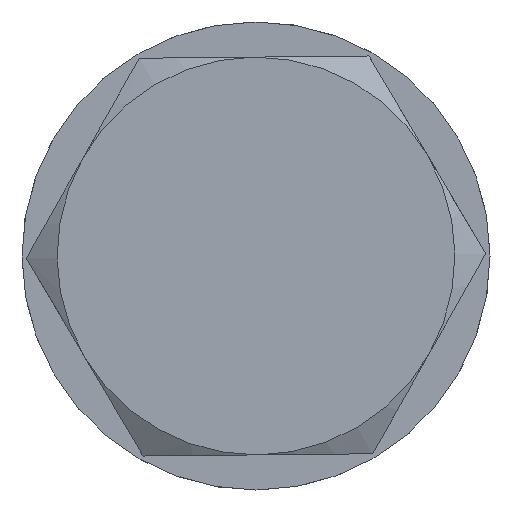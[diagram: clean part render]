
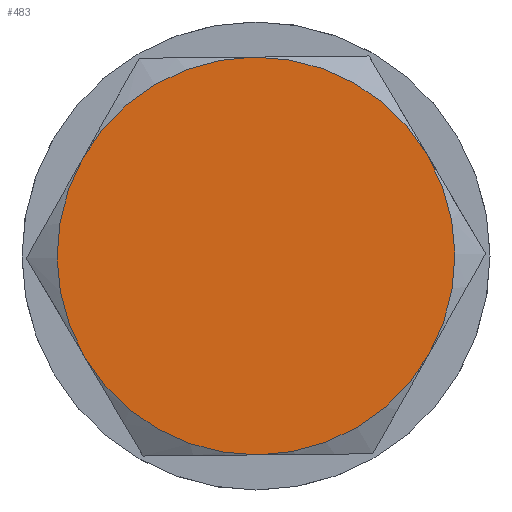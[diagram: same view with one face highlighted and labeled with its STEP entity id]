
A CAD part, left-side view. The second image highlights one B-rep face of the part: STEP entity #483.
In plain terms, the highlighted planar face has unit normal (-1, 0, 0).
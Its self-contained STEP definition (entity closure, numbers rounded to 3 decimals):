
#70 = CARTESIAN_POINT ( 'NONE',  ( 0., 0., 0. ) ) ;
#98 = CARTESIAN_POINT ( 'NONE',  ( 0., 0., 0. ) ) ;
#139 = DIRECTION ( 'NONE',  ( 0., 0., -1. ) ) ;
#181 = CARTESIAN_POINT ( 'NONE',  ( 0., 7.361, -4.25 ) ) ;
#206 = CARTESIAN_POINT ( 'NONE',  ( 0., 0., -8.5 ) ) ;
#208 = CIRCLE ( 'NONE', #1876, 8.5 ) ;
#267 = EDGE_CURVE ( 'NONE', #790, #581, #494, .T. ) ;
#271 = ORIENTED_EDGE ( 'NONE', *, *, #411, .T. ) ;
#300 = AXIS2_PLACEMENT_3D ( 'NONE', #649, #659, #491 ) ;
#363 = ORIENTED_EDGE ( 'NONE', *, *, #1665, .F. ) ;
#380 = DIRECTION ( 'NONE',  ( 0., 0., -1. ) ) ;
#411 = EDGE_CURVE ( 'NONE', #1099, #827, #1215, .T. ) ;
#430 = CIRCLE ( 'NONE', #1940, 8.5 ) ;
#483 = ADVANCED_FACE ( 'NONE', ( #763 ), #921, .F. ) ;
#489 = DIRECTION ( 'NONE',  ( 1., 0., 0. ) ) ;
#491 = DIRECTION ( 'NONE',  ( 0., 0., 1. ) ) ;
#494 = CIRCLE ( 'NONE', #949, 8.5 ) ;
#517 = ORIENTED_EDGE ( 'NONE', *, *, #1354, .F. ) ;
#580 = VERTEX_POINT ( 'NONE', #206 ) ;
#581 = VERTEX_POINT ( 'NONE', #1278 ) ;
#627 = CARTESIAN_POINT ( 'NONE',  ( 0., 0., 0. ) ) ;
#649 = CARTESIAN_POINT ( 'NONE',  ( 0., 0., 0. ) ) ;
#659 = DIRECTION ( 'NONE',  ( -1., 0., 0. ) ) ;
#729 = ORIENTED_EDGE ( 'NONE', *, *, #745, .F. ) ;
#745 = EDGE_CURVE ( 'NONE', #581, #580, #430, .T. ) ;
#763 = FACE_OUTER_BOUND ( 'NONE', #1000, .T. ) ;
#790 = VERTEX_POINT ( 'NONE', #2016 ) ;
#827 = VERTEX_POINT ( 'NONE', #2025 ) ;
#878 = CIRCLE ( 'NONE', #1380, 8.5 ) ;
#883 = ORIENTED_EDGE ( 'NONE', *, *, #987, .F. ) ;
#889 = CARTESIAN_POINT ( 'NONE',  ( 0., 0., 0. ) ) ;
#907 = ORIENTED_EDGE ( 'NONE', *, *, #267, .F. ) ;
#921 = PLANE ( 'NONE',  #1866 ) ;
#949 = AXIS2_PLACEMENT_3D ( 'NONE', #889, #1076, #139 ) ;
#987 = EDGE_CURVE ( 'NONE', #580, #1680, #878, .T. ) ;
#1000 = EDGE_LOOP ( 'NONE', ( #883, #729, #907, #363, #271, #517 ) ) ;
#1028 = DIRECTION ( 'NONE',  ( 1., 0., 0. ) ) ;
#1063 = DIRECTION ( 'NONE',  ( 0., 0., -1. ) ) ;
#1065 = DIRECTION ( 'NONE',  ( 0., 0., -1. ) ) ;
#1076 = DIRECTION ( 'NONE',  ( 1., 0., 0. ) ) ;
#1099 = VERTEX_POINT ( 'NONE', #1553 ) ;
#1215 = CIRCLE ( 'NONE', #300, 8.5 ) ;
#1249 = DIRECTION ( 'NONE',  ( 1., 0., 0. ) ) ;
#1278 = CARTESIAN_POINT ( 'NONE',  ( 0., -7.361, -4.25 ) ) ;
#1348 = CIRCLE ( 'NONE', #1620, 8.5 ) ;
#1354 = EDGE_CURVE ( 'NONE', #1680, #827, #1348, .T. ) ;
#1380 = AXIS2_PLACEMENT_3D ( 'NONE', #70, #1249, #1922 ) ;
#1451 = CARTESIAN_POINT ( 'NONE',  ( 0., 9.815, 0. ) ) ;
#1495 = CARTESIAN_POINT ( 'NONE',  ( 0., 0., 0. ) ) ;
#1537 = DIRECTION ( 'NONE',  ( 1., 0., 0. ) ) ;
#1553 = CARTESIAN_POINT ( 'NONE',  ( 0., 0., 8.5 ) ) ;
#1620 = AXIS2_PLACEMENT_3D ( 'NONE', #98, #1806, #1063 ) ;
#1665 = EDGE_CURVE ( 'NONE', #1099, #790, #208, .T. ) ;
#1680 = VERTEX_POINT ( 'NONE', #181 ) ;
#1727 = DIRECTION ( 'NONE',  ( 0., 0., -1. ) ) ;
#1806 = DIRECTION ( 'NONE',  ( 1., 0., 0. ) ) ;
#1866 = AXIS2_PLACEMENT_3D ( 'NONE', #1451, #1537, #1065 ) ;
#1876 = AXIS2_PLACEMENT_3D ( 'NONE', #627, #489, #1727 ) ;
#1922 = DIRECTION ( 'NONE',  ( 0., 0., -1. ) ) ;
#1940 = AXIS2_PLACEMENT_3D ( 'NONE', #1495, #1028, #380 ) ;
#2016 = CARTESIAN_POINT ( 'NONE',  ( 0., -7.361, 4.25 ) ) ;
#2025 = CARTESIAN_POINT ( 'NONE',  ( 0., 7.361, 4.25 ) ) ;
